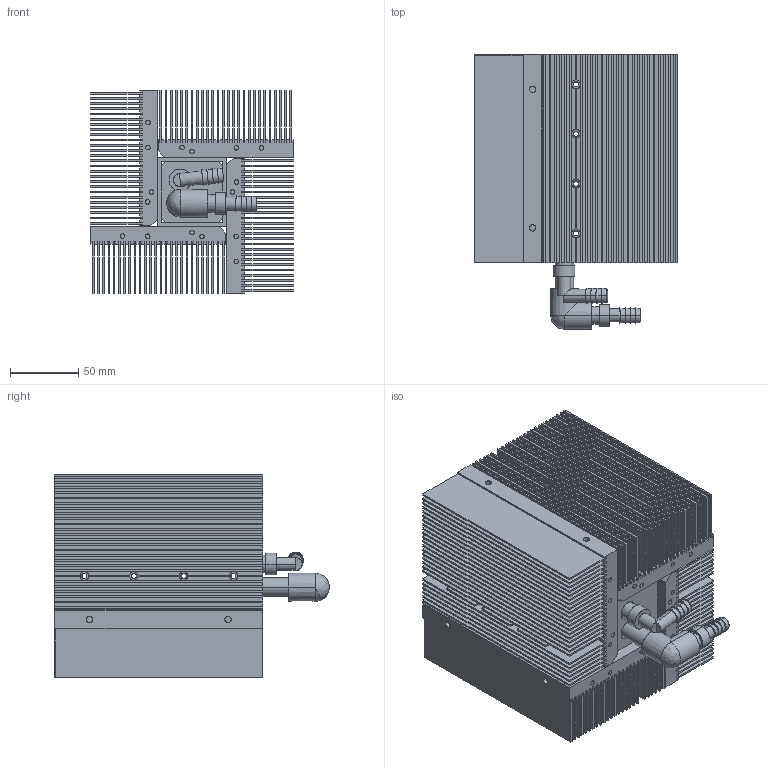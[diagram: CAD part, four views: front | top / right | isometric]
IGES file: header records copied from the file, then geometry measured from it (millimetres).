
Start section: SolidWorks IGES file using analytic representation for surfaces
Global section: file name: TLC Cube-small.IGS; native system: SolidWorks 2016; preprocessor: SolidWorks 2016; author: Afshin; date: 160627.092329; units: inch
Bounding box: 149.2 x 201.17 x 149.25 mm (x, y, z)
Surface area: 1506702.5 mm2 (no closed solid volume)
Topology: 0 solids, 0 shells, 1626 faces, 12882 edges, 12888 vertices
Faces by surface type: bspline 1433, revolution 193
